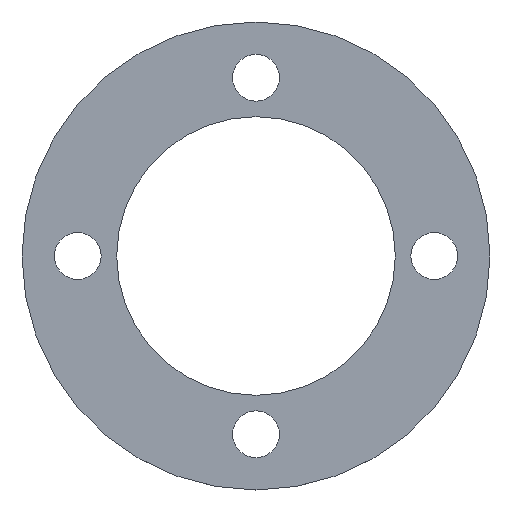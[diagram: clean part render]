
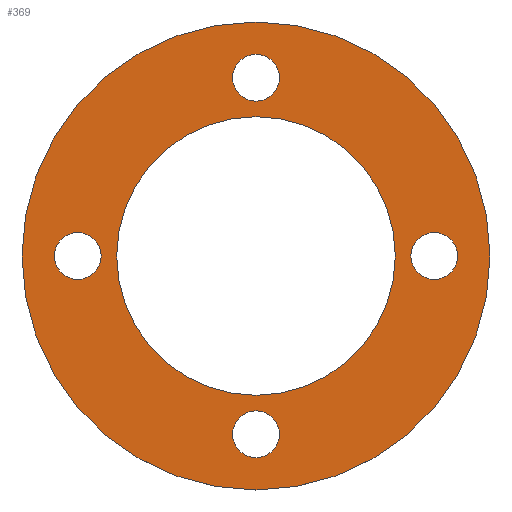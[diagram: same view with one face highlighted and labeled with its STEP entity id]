
A CAD part, top view. The second image highlights one B-rep face of the part: STEP entity #369.
In plain terms, the highlighted planar face has unit normal (0, 0, 1).
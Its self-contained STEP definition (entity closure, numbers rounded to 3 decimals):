
#9 = CARTESIAN_POINT ( 'NONE',  ( 0., 0., 0.8 ) ) ;
#10 = DIRECTION ( 'NONE',  ( 1., 0., 0. ) ) ;
#11 = EDGE_LOOP ( 'NONE', ( #245, #384 ) ) ;
#15 = DIRECTION ( 'NONE',  ( 0., 0., 1. ) ) ;
#27 = CARTESIAN_POINT ( 'NONE',  ( 16., 0., 0.8 ) ) ;
#28 = CIRCLE ( 'NONE', #365, 2.1 ) ;
#35 = DIRECTION ( 'NONE',  ( 1., 0., 0. ) ) ;
#40 = EDGE_LOOP ( 'NONE', ( #95, #166 ) ) ;
#48 = ORIENTED_EDGE ( 'NONE', *, *, #212, .F. ) ;
#49 = CIRCLE ( 'NONE', #183, 21. ) ;
#50 = EDGE_CURVE ( 'NONE', #58, #459, #88, .T. ) ;
#56 = ORIENTED_EDGE ( 'NONE', *, *, #455, .F. ) ;
#58 = VERTEX_POINT ( 'NONE', #423 ) ;
#59 = CIRCLE ( 'NONE', #233, 2.1 ) ;
#65 = DIRECTION ( 'NONE',  ( 1., 0., 0. ) ) ;
#70 = VERTEX_POINT ( 'NONE', #462 ) ;
#75 = CARTESIAN_POINT ( 'NONE',  ( -2.1, 16., 0.8 ) ) ;
#77 = ORIENTED_EDGE ( 'NONE', *, *, #260, .F. ) ;
#79 = CIRCLE ( 'NONE', #278, 2.1 ) ;
#81 = CARTESIAN_POINT ( 'NONE',  ( -12.5, 0., 0.8 ) ) ;
#82 = EDGE_LOOP ( 'NONE', ( #495, #56 ) ) ;
#83 = DIRECTION ( 'NONE',  ( 0., 0., 1. ) ) ;
#88 = CIRCLE ( 'NONE', #169, 2.1 ) ;
#92 = EDGE_CURVE ( 'NONE', #343, #306, #457, .T. ) ;
#95 = ORIENTED_EDGE ( 'NONE', *, *, #507, .F. ) ;
#96 = CIRCLE ( 'NONE', #224, 2.1 ) ;
#98 = FACE_OUTER_BOUND ( 'NONE', #489, .T. ) ;
#101 = ORIENTED_EDGE ( 'NONE', *, *, #50, .F. ) ;
#118 = CIRCLE ( 'NONE', #249, 2.1 ) ;
#119 = CARTESIAN_POINT ( 'NONE',  ( -16., 0., 0.8 ) ) ;
#128 = CARTESIAN_POINT ( 'NONE',  ( 0., 16., 0.8 ) ) ;
#135 = ORIENTED_EDGE ( 'NONE', *, *, #474, .F. ) ;
#143 = DIRECTION ( 'NONE',  ( 0., 0., 1. ) ) ;
#145 = DIRECTION ( 'NONE',  ( 0., 0., 1. ) ) ;
#153 = CARTESIAN_POINT ( 'NONE',  ( 2.1, 16., 0.8 ) ) ;
#162 = DIRECTION ( 'NONE',  ( 1., 0., 0. ) ) ;
#166 = ORIENTED_EDGE ( 'NONE', *, *, #472, .F. ) ;
#169 = AXIS2_PLACEMENT_3D ( 'NONE', #180, #231, #447 ) ;
#180 = CARTESIAN_POINT ( 'NONE',  ( 16., 0., 0.8 ) ) ;
#183 = AXIS2_PLACEMENT_3D ( 'NONE', #200, #465, #246 ) ;
#185 = ORIENTED_EDGE ( 'NONE', *, *, #437, .T. ) ;
#191 = CARTESIAN_POINT ( 'NONE',  ( 0., 16., 0.8 ) ) ;
#193 = CARTESIAN_POINT ( 'NONE',  ( 0., 0., 0.8 ) ) ;
#194 = VERTEX_POINT ( 'NONE', #81 ) ;
#195 = CIRCLE ( 'NONE', #367, 21. ) ;
#196 = AXIS2_PLACEMENT_3D ( 'NONE', #9, #296, #35 ) ;
#200 = CARTESIAN_POINT ( 'NONE',  ( 0., 0., 0.8 ) ) ;
#204 = ORIENTED_EDGE ( 'NONE', *, *, #497, .T. ) ;
#205 = CARTESIAN_POINT ( 'NONE',  ( -18.1, 0., 0.8 ) ) ;
#208 = EDGE_LOOP ( 'NONE', ( #101, #135 ) ) ;
#211 = CARTESIAN_POINT ( 'NONE',  ( -13.9, 0., 0.8 ) ) ;
#212 = EDGE_CURVE ( 'NONE', #399, #70, #79, .T. ) ;
#213 = FACE_BOUND ( 'NONE', #82, .T. ) ;
#215 = VERTEX_POINT ( 'NONE', #477 ) ;
#224 = AXIS2_PLACEMENT_3D ( 'NONE', #191, #456, #239 ) ;
#227 = FACE_BOUND ( 'NONE', #40, .T. ) ;
#228 = AXIS2_PLACEMENT_3D ( 'NONE', #193, #458, #241 ) ;
#229 = AXIS2_PLACEMENT_3D ( 'NONE', #390, #145, #420 ) ;
#231 = DIRECTION ( 'NONE',  ( 0., 0., 1. ) ) ;
#233 = AXIS2_PLACEMENT_3D ( 'NONE', #27, #321, #65 ) ;
#239 = DIRECTION ( 'NONE',  ( 1., 0., 0. ) ) ;
#241 = DIRECTION ( 'NONE',  ( 1., 0., 0. ) ) ;
#245 = ORIENTED_EDGE ( 'NONE', *, *, #428, .F. ) ;
#246 = DIRECTION ( 'NONE',  ( 1., 0., 0. ) ) ;
#249 = AXIS2_PLACEMENT_3D ( 'NONE', #119, #403, #162 ) ;
#253 = DIRECTION ( 'NONE',  ( 0., 0., 1. ) ) ;
#256 = CIRCLE ( 'NONE', #196, 12.5 ) ;
#260 = EDGE_CURVE ( 'NONE', #70, #399, #28, .T. ) ;
#264 = CARTESIAN_POINT ( 'NONE',  ( 0., -16., 0.8 ) ) ;
#278 = AXIS2_PLACEMENT_3D ( 'NONE', #264, #15, #307 ) ;
#286 = VERTEX_POINT ( 'NONE', #467 ) ;
#294 = CIRCLE ( 'NONE', #228, 12.5 ) ;
#296 = DIRECTION ( 'NONE',  ( 0., 0., 1. ) ) ;
#305 = AXIS2_PLACEMENT_3D ( 'NONE', #128, #444, #412 ) ;
#306 = VERTEX_POINT ( 'NONE', #153 ) ;
#307 = DIRECTION ( 'NONE',  ( 1., 0., 0. ) ) ;
#308 = CARTESIAN_POINT ( 'NONE',  ( 18.1, 0., 0.8 ) ) ;
#316 = EDGE_LOOP ( 'NONE', ( #48, #77 ) ) ;
#321 = DIRECTION ( 'NONE',  ( 0., 0., 1. ) ) ;
#323 = FACE_BOUND ( 'NONE', #11, .T. ) ;
#327 = PLANE ( 'NONE',  #344 ) ;
#332 = VERTEX_POINT ( 'NONE', #357 ) ;
#333 = CARTESIAN_POINT ( 'NONE',  ( 0., 0., 0.8 ) ) ;
#339 = DIRECTION ( 'NONE',  ( 1., 0., 0. ) ) ;
#343 = VERTEX_POINT ( 'NONE', #75 ) ;
#344 = AXIS2_PLACEMENT_3D ( 'NONE', #429, #253, #10 ) ;
#357 = CARTESIAN_POINT ( 'NONE',  ( 12.5, 0., 0.8 ) ) ;
#365 = AXIS2_PLACEMENT_3D ( 'NONE', #410, #143, #339 ) ;
#366 = DIRECTION ( 'NONE',  ( 1., 0., 0. ) ) ;
#367 = AXIS2_PLACEMENT_3D ( 'NONE', #333, #83, #366 ) ;
#369 = ADVANCED_FACE ( 'NONE', ( #418, #213, #98, #227, #377, #323 ), #327, .T. ) ;
#373 = VERTEX_POINT ( 'NONE', #205 ) ;
#376 = CIRCLE ( 'NONE', #229, 2.1 ) ;
#377 = FACE_BOUND ( 'NONE', #208, .T. ) ;
#384 = ORIENTED_EDGE ( 'NONE', *, *, #486, .F. ) ;
#390 = CARTESIAN_POINT ( 'NONE',  ( -16., 0., 0.8 ) ) ;
#399 = VERTEX_POINT ( 'NONE', #433 ) ;
#403 = DIRECTION ( 'NONE',  ( 0., 0., 1. ) ) ;
#410 = CARTESIAN_POINT ( 'NONE',  ( 0., -16., 0.8 ) ) ;
#412 = DIRECTION ( 'NONE',  ( 1., 0., 0. ) ) ;
#418 = FACE_BOUND ( 'NONE', #316, .T. ) ;
#420 = DIRECTION ( 'NONE',  ( 1., 0., 0. ) ) ;
#423 = CARTESIAN_POINT ( 'NONE',  ( 13.9, 0., 0.8 ) ) ;
#428 = EDGE_CURVE ( 'NONE', #373, #439, #118, .T. ) ;
#429 = CARTESIAN_POINT ( 'NONE',  ( 0., 0., 0.8 ) ) ;
#433 = CARTESIAN_POINT ( 'NONE',  ( -2.1, -16., 0.8 ) ) ;
#437 = EDGE_CURVE ( 'NONE', #215, #286, #195, .T. ) ;
#439 = VERTEX_POINT ( 'NONE', #211 ) ;
#444 = DIRECTION ( 'NONE',  ( 0., 0., 1. ) ) ;
#447 = DIRECTION ( 'NONE',  ( 1., 0., 0. ) ) ;
#455 = EDGE_CURVE ( 'NONE', #306, #343, #96, .T. ) ;
#456 = DIRECTION ( 'NONE',  ( 0., 0., 1. ) ) ;
#457 = CIRCLE ( 'NONE', #305, 2.1 ) ;
#458 = DIRECTION ( 'NONE',  ( 0., 0., 1. ) ) ;
#459 = VERTEX_POINT ( 'NONE', #308 ) ;
#462 = CARTESIAN_POINT ( 'NONE',  ( 2.1, -16., 0.8 ) ) ;
#465 = DIRECTION ( 'NONE',  ( 0., 0., 1. ) ) ;
#467 = CARTESIAN_POINT ( 'NONE',  ( 21., 0., 0.8 ) ) ;
#472 = EDGE_CURVE ( 'NONE', #332, #194, #294, .T. ) ;
#474 = EDGE_CURVE ( 'NONE', #459, #58, #59, .T. ) ;
#477 = CARTESIAN_POINT ( 'NONE',  ( -21., 0., 0.8 ) ) ;
#486 = EDGE_CURVE ( 'NONE', #439, #373, #376, .T. ) ;
#489 = EDGE_LOOP ( 'NONE', ( #185, #204 ) ) ;
#495 = ORIENTED_EDGE ( 'NONE', *, *, #92, .F. ) ;
#497 = EDGE_CURVE ( 'NONE', #286, #215, #49, .T. ) ;
#507 = EDGE_CURVE ( 'NONE', #194, #332, #256, .T. ) ;
